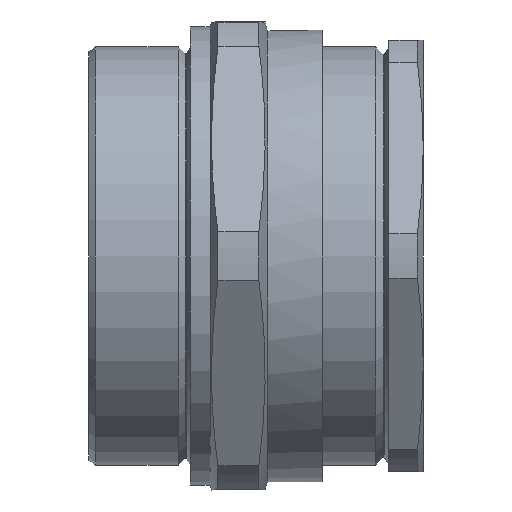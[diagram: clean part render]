
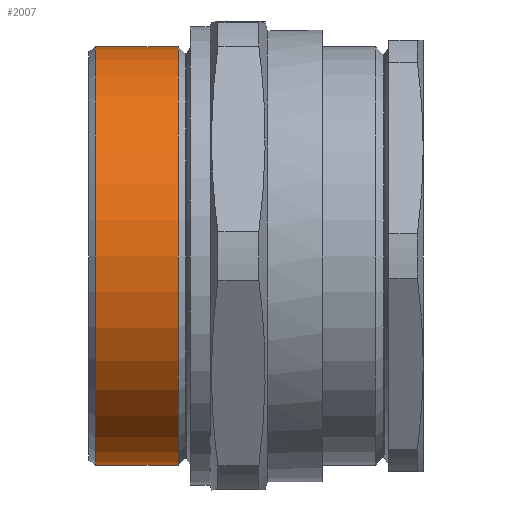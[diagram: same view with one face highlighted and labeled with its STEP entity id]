
A CAD part, front view. The second image highlights one B-rep face of the part: STEP entity #2007.
In plain terms, the highlighted cylindrical face has radius 31.5 mm (diameter 63 mm), a full revolution.
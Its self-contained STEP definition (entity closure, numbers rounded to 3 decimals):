
#280 = EDGE_CURVE ( 'NONE', #3807, #3807, #3590, .T. ) ;
#315 = DIRECTION ( 'NONE',  ( 0., 0., -1. ) ) ;
#348 = CARTESIAN_POINT ( 'NONE',  ( 35.2, 0., 0. ) ) ;
#359 = DIRECTION ( 'NONE',  ( 1., 0., 0. ) ) ;
#590 = CYLINDRICAL_SURFACE ( 'NONE', #3919, 31.5 ) ;
#818 = EDGE_CURVE ( 'NONE', #3801, #3801, #3711, .T. ) ;
#940 = AXIS2_PLACEMENT_3D ( 'NONE', #4368, #4360, #4359 ) ;
#1045 = AXIS2_PLACEMENT_3D ( 'NONE', #2816, #1248, #4407 ) ;
#1248 = DIRECTION ( 'NONE',  ( 1., 0., 0. ) ) ;
#1652 = FACE_OUTER_BOUND ( 'NONE', #2027, .T. ) ;
#2007 = ADVANCED_FACE ( 'NONE', ( #1652, #2254 ), #590, .T. ) ;
#2027 = EDGE_LOOP ( 'NONE', ( #3772 ) ) ;
#2254 = FACE_OUTER_BOUND ( 'NONE', #4243, .T. ) ;
#2619 = ORIENTED_EDGE ( 'NONE', *, *, #280, .T. ) ;
#2816 = CARTESIAN_POINT ( 'NONE',  ( 1., 0., 0. ) ) ;
#3590 = CIRCLE ( 'NONE', #1045, 31.5 ) ;
#3711 = CIRCLE ( 'NONE', #940, 31.5 ) ;
#3772 = ORIENTED_EDGE ( 'NONE', *, *, #818, .F. ) ;
#3801 = VERTEX_POINT ( 'NONE', #4381 ) ;
#3807 = VERTEX_POINT ( 'NONE', #4394 ) ;
#3919 = AXIS2_PLACEMENT_3D ( 'NONE', #348, #359, #315 ) ;
#4243 = EDGE_LOOP ( 'NONE', ( #2619 ) ) ;
#4359 = DIRECTION ( 'NONE',  ( 0., 0., -1. ) ) ;
#4360 = DIRECTION ( 'NONE',  ( 1., 0., 0. ) ) ;
#4368 = CARTESIAN_POINT ( 'NONE',  ( 13.5, 0., 0. ) ) ;
#4381 = CARTESIAN_POINT ( 'NONE',  ( 13.5, 0., -31.5 ) ) ;
#4394 = CARTESIAN_POINT ( 'NONE',  ( 1., 0., -31.5 ) ) ;
#4407 = DIRECTION ( 'NONE',  ( 0., 0., -1. ) ) ;
